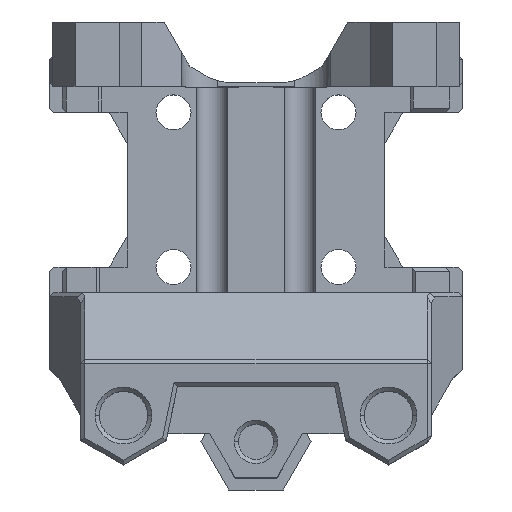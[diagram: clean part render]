
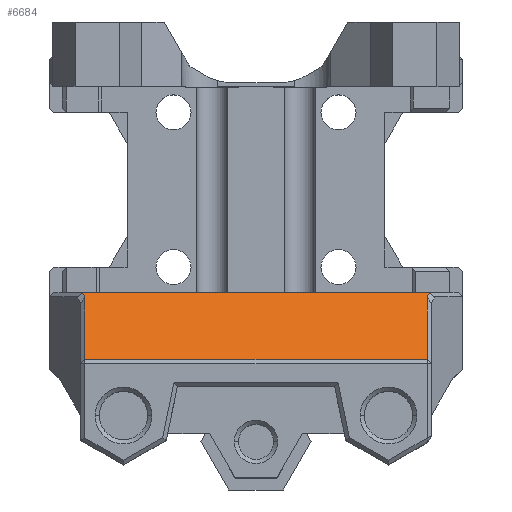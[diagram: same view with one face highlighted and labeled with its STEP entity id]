
A CAD part, top view. The second image highlights one B-rep face of the part: STEP entity #6684.
In plain terms, the highlighted planar face has unit normal (0, 0.707, 0.707).
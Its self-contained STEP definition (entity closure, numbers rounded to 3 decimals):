
#150 = LINE ( 'NONE', #4062, #7273 ) ;
#205 = CARTESIAN_POINT ( 'NONE',  ( -16.6, -16.5, 16.5 ) ) ;
#246 = DIRECTION ( 'NONE',  ( 0., -0.707, 0.707 ) ) ;
#385 = PLANE ( 'NONE',  #3753 ) ;
#527 = CARTESIAN_POINT ( 'NONE',  ( 16.178, -11.122, 11.122 ) ) ;
#559 = DIRECTION ( 'NONE',  ( -0.378, 0.655, -0.655 ) ) ;
#669 = DIRECTION ( 'NONE',  ( 0.378, 0.655, -0.655 ) ) ;
#874 = CARTESIAN_POINT ( 'NONE',  ( -16.811, -10.026, 10.026 ) ) ;
#893 = ORIENTED_EDGE ( 'NONE', *, *, #7592, .F. ) ;
#1110 = CARTESIAN_POINT ( 'NONE',  ( 16.796, -10., 10. ) ) ;
#1113 = VERTEX_POINT ( 'NONE', #8933 ) ;
#1232 = VECTOR ( 'NONE', #246, 1000. ) ;
#1292 = CARTESIAN_POINT ( 'NONE',  ( -16.796, -10., 10. ) ) ;
#1549 = VECTOR ( 'NONE', #2710, 1000. ) ;
#2013 = VECTOR ( 'NONE', #9362, 1000. ) ;
#2089 = EDGE_CURVE ( 'NONE', #5019, #9028, #150, .T. ) ;
#2710 = DIRECTION ( 'NONE',  ( 0.378, -0.655, 0.655 ) ) ;
#2713 = DIRECTION ( 'NONE',  ( 1., 0., 0. ) ) ;
#3008 = EDGE_LOOP ( 'NONE', ( #5177, #893, #7628, #11785, #10010, #10153, #11170, #10081 ) ) ;
#3398 = EDGE_CURVE ( 'NONE', #7724, #12203, #10321, .T. ) ;
#3670 = CARTESIAN_POINT ( 'NONE',  ( 12.125, -10., 10. ) ) ;
#3753 = AXIS2_PLACEMENT_3D ( 'NONE', #11009, #9188, #11977 ) ;
#3899 = VERTEX_POINT ( 'NONE', #1110 ) ;
#3958 = VERTEX_POINT ( 'NONE', #9449 ) ;
#4062 = CARTESIAN_POINT ( 'NONE',  ( -16.6, -16.663, 16.663 ) ) ;
#4143 = LINE ( 'NONE', #8259, #2013 ) ;
#4181 = DIRECTION ( 'NONE',  ( 0., 0.707, -0.707 ) ) ;
#4574 = CARTESIAN_POINT ( 'NONE',  ( 16.811, -10.026, 10.026 ) ) ;
#5019 = VERTEX_POINT ( 'NONE', #205 ) ;
#5177 = ORIENTED_EDGE ( 'NONE', *, *, #3398, .F. ) ;
#5201 = CARTESIAN_POINT ( 'NONE',  ( 16.6, -13.524, 13.524 ) ) ;
#5556 = EDGE_CURVE ( 'NONE', #3958, #1113, #9124, .T. ) ;
#6132 = FACE_OUTER_BOUND ( 'NONE', #3008, .T. ) ;
#6553 = CARTESIAN_POINT ( 'NONE',  ( -14.433, -5.907, 5.907 ) ) ;
#6684 = ADVANCED_FACE ( 'NONE', ( #6132 ), #385, .F. ) ;
#6908 = VECTOR ( 'NONE', #559, 1000. ) ;
#7273 = VECTOR ( 'NONE', #4181, 1000. ) ;
#7559 = VECTOR ( 'NONE', #10116, 1000. ) ;
#7592 = EDGE_CURVE ( 'NONE', #9028, #7724, #9420, .T. ) ;
#7628 = ORIENTED_EDGE ( 'NONE', *, *, #2089, .F. ) ;
#7724 = VERTEX_POINT ( 'NONE', #874 ) ;
#8014 = EDGE_CURVE ( 'NONE', #3899, #8127, #9655, .T. ) ;
#8127 = VERTEX_POINT ( 'NONE', #4574 ) ;
#8259 = CARTESIAN_POINT ( 'NONE',  ( 20., -16.5, 16.5 ) ) ;
#8369 = EDGE_CURVE ( 'NONE', #8127, #3958, #9392, .T. ) ;
#8797 = CARTESIAN_POINT ( 'NONE',  ( -16.6, -10.391, 10.391 ) ) ;
#8933 = CARTESIAN_POINT ( 'NONE',  ( 16.6, -16.5, 16.5 ) ) ;
#9028 = VERTEX_POINT ( 'NONE', #8797 ) ;
#9124 = LINE ( 'NONE', #5201, #1232 ) ;
#9188 = DIRECTION ( 'NONE',  ( 0., -0.707, -0.707 ) ) ;
#9225 = EDGE_CURVE ( 'NONE', #12203, #3899, #10578, .T. ) ;
#9362 = DIRECTION ( 'NONE',  ( -1., 0., 0. ) ) ;
#9392 = LINE ( 'NONE', #527, #7559 ) ;
#9420 = LINE ( 'NONE', #10461, #6908 ) ;
#9449 = CARTESIAN_POINT ( 'NONE',  ( 16.6, -10.391, 10.391 ) ) ;
#9467 = CARTESIAN_POINT ( 'NONE',  ( 16.924, -10.222, 10.222 ) ) ;
#9655 = LINE ( 'NONE', #9467, #1549 ) ;
#10010 = ORIENTED_EDGE ( 'NONE', *, *, #5556, .F. ) ;
#10054 = VECTOR ( 'NONE', #2713, 1000. ) ;
#10081 = ORIENTED_EDGE ( 'NONE', *, *, #9225, .F. ) ;
#10116 = DIRECTION ( 'NONE',  ( -0.378, -0.655, 0.655 ) ) ;
#10153 = ORIENTED_EDGE ( 'NONE', *, *, #8369, .F. ) ;
#10321 = LINE ( 'NONE', #6553, #11966 ) ;
#10461 = CARTESIAN_POINT ( 'NONE',  ( -12.464, -17.555, 17.555 ) ) ;
#10578 = LINE ( 'NONE', #3670, #10054 ) ;
#11009 = CARTESIAN_POINT ( 'NONE',  ( 20., -10., 10. ) ) ;
#11170 = ORIENTED_EDGE ( 'NONE', *, *, #8014, .F. ) ;
#11785 = ORIENTED_EDGE ( 'NONE', *, *, #12590, .F. ) ;
#11966 = VECTOR ( 'NONE', #669, 1000. ) ;
#11977 = DIRECTION ( 'NONE',  ( 0., 0.707, -0.707 ) ) ;
#12203 = VERTEX_POINT ( 'NONE', #1292 ) ;
#12590 = EDGE_CURVE ( 'NONE', #1113, #5019, #4143, .T. ) ;
